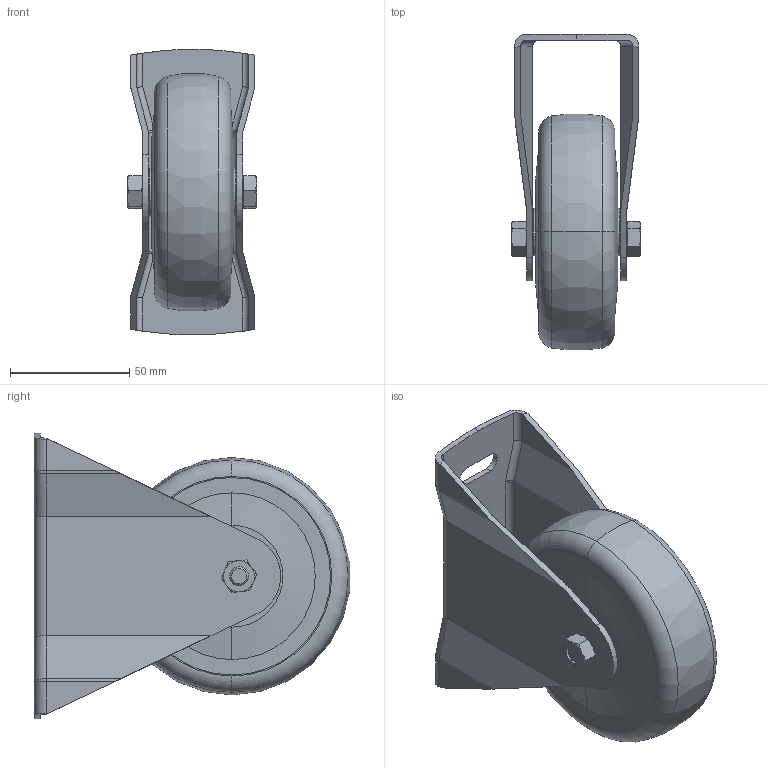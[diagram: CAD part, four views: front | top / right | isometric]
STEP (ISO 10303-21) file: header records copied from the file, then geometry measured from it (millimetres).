
FILE_DESCRIPTION (( 'STEP AP203' ), '1' );
FILE_NAME ('151138.step', '2021-06-03T16:23:20', ( '' ), ( '' ), 'SwSTEP 2.0', 'SolidWorks 2021', '' );
FILE_SCHEMA (( 'CONFIG_CONTROL_DESIGN' ));
Length unit declared in the file: millimetre
Products named in the file (1): 151138
Bounding box: 54.2 x 132.49 x 119.82 mm (x, y, z)
Volume: 294911.3 mm3; surface area: 82641.7 mm2
Topology: 5 solids, 5 shells, 163 faces, 379 edges, 223 vertices
Faces by surface type: plane 61, cylinder 57, cone 31, torus 6, sphere 4, bspline 4
Entity records: 5473 total; most frequent: CARTESIAN_POINT 1804, DIRECTION 748, ORIENTED_EDGE 742, EDGE_CURVE 371, AXIS2_PLACEMENT_3D 289, VERTEX_POINT 223, EDGE_LOOP 182, VECTOR 170
